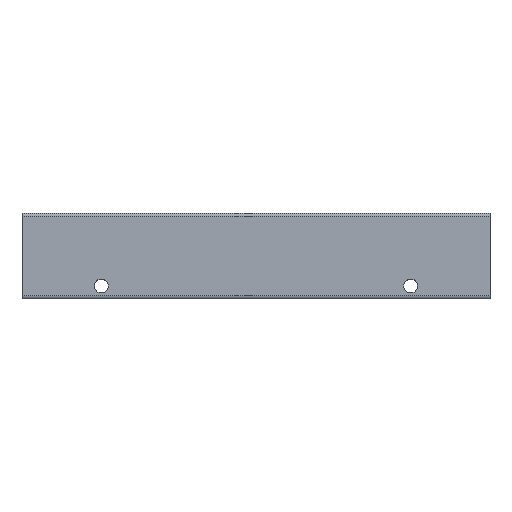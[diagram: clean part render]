
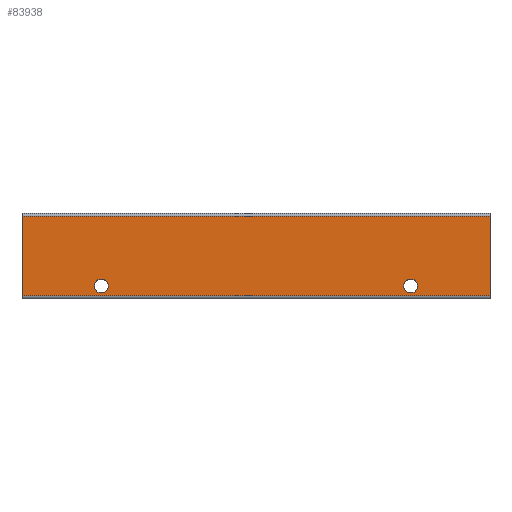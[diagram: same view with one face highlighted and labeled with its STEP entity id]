
A CAD part, top view. The second image highlights one B-rep face of the part: STEP entity #83938.
In plain terms, the highlighted planar face has unit normal (0, 0, 1).
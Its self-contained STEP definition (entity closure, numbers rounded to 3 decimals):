
#143=CARTESIAN_POINT('',(153.75,-19.0,10.0));
#144=VERTEX_POINT('',#143);
#160=CARTESIAN_POINT('',(147.25,-19.0,10.0));
#161=VERTEX_POINT('',#160);
#168=CARTESIAN_POINT('',(150.5,-19.0,10.0));
#169=DIRECTION('',(0.0,0.0,-1.0));
#170=DIRECTION('',(1.0,0.0,0.0));
#171=AXIS2_PLACEMENT_3D('',#168,#169,#170);
#172=CIRCLE('',#171,3.25);
#173=EDGE_CURVE('',#144,#161,#172,.T.);
#185=CARTESIAN_POINT('',(9.75,-19.0,10.0));
#186=VERTEX_POINT('',#185);
#202=CARTESIAN_POINT('',(3.25,-19.0,10.0));
#203=VERTEX_POINT('',#202);
#210=CARTESIAN_POINT('',(6.5,-19.0,10.0));
#211=DIRECTION('',(0.0,0.0,-1.0));
#212=DIRECTION('',(1.0,0.0,0.0));
#213=AXIS2_PLACEMENT_3D('',#210,#211,#212);
#214=CIRCLE('',#213,3.25);
#215=EDGE_CURVE('',#186,#203,#214,.T.);
#235=CARTESIAN_POINT('',(187.5,-23.5,10.0));
#236=VERTEX_POINT('',#235);
#244=CARTESIAN_POINT('',(-30.5,-23.5,10.0));
#245=VERTEX_POINT('',#244);
#246=CARTESIAN_POINT('',(187.5,-23.5,10.0));
#247=DIRECTION('',(-1.0,0.0,0.0));
#248=VECTOR('',#247,218.);
#249=LINE('',#246,#248);
#250=EDGE_CURVE('',#236,#245,#249,.T.);
#361=CARTESIAN_POINT('',(-30.5,13.5,10.0));
#362=VERTEX_POINT('',#361);
#370=CARTESIAN_POINT('',(187.5,13.5,10.0));
#371=VERTEX_POINT('',#370);
#372=CARTESIAN_POINT('',(-30.5,13.5,10.0));
#373=DIRECTION('',(1.0,0.0,0.0));
#374=VECTOR('',#373,218.);
#375=LINE('',#372,#374);
#376=EDGE_CURVE('',#362,#371,#375,.T.);
#83672=CARTESIAN_POINT('',(187.5,13.5,10.0));
#83673=DIRECTION('',(0.0,-1.0,0.0));
#83674=VECTOR('',#83673,37.0);
#83675=LINE('',#83672,#83674);
#83676=EDGE_CURVE('',#371,#236,#83675,.T.);
#83902=CARTESIAN_POINT('',(0.,0.,10.0));
#83903=DIRECTION('',(0.0,0.0,1.0));
#83904=DIRECTION('',(1.0,0.0,0.0));
#83905=AXIS2_PLACEMENT_3D('',#83902,#83903,#83904);
#83906=PLANE('',#83905);
#83907=ORIENTED_EDGE('',*,*,#376,.F.);
#83908=CARTESIAN_POINT('',(-30.5,-23.5,10.0));
#83909=DIRECTION('',(0.0,1.0,0.0));
#83910=VECTOR('',#83909,37.);
#83911=LINE('',#83908,#83910);
#83912=EDGE_CURVE('',#245,#362,#83911,.T.);
#83913=ORIENTED_EDGE('',*,*,#83912,.F.);
#83914=ORIENTED_EDGE('',*,*,#250,.F.);
#83915=ORIENTED_EDGE('',*,*,#83676,.F.);
#83916=EDGE_LOOP('',(#83907,#83913,#83914,#83915));
#83917=FACE_OUTER_BOUND('',#83916,.T.);
#83918=ORIENTED_EDGE('',*,*,#173,.T.);
#83919=CARTESIAN_POINT('',(150.5,-19.0,10.0));
#83920=DIRECTION('',(0.0,0.0,-1.0));
#83921=DIRECTION('',(1.0,0.0,0.0));
#83922=AXIS2_PLACEMENT_3D('',#83919,#83920,#83921);
#83923=CIRCLE('',#83922,3.25);
#83924=EDGE_CURVE('',#161,#144,#83923,.T.);
#83925=ORIENTED_EDGE('',*,*,#83924,.T.);
#83926=EDGE_LOOP('',(#83918,#83925));
#83927=FACE_BOUND('',#83926,.T.);
#83928=ORIENTED_EDGE('',*,*,#215,.T.);
#83929=CARTESIAN_POINT('',(6.5,-19.0,10.0));
#83930=DIRECTION('',(0.0,0.0,-1.0));
#83931=DIRECTION('',(1.0,0.0,0.0));
#83932=AXIS2_PLACEMENT_3D('',#83929,#83930,#83931);
#83933=CIRCLE('',#83932,3.25);
#83934=EDGE_CURVE('',#203,#186,#83933,.T.);
#83935=ORIENTED_EDGE('',*,*,#83934,.T.);
#83936=EDGE_LOOP('',(#83928,#83935));
#83937=FACE_BOUND('',#83936,.T.);
#83938=ADVANCED_FACE('',(#83917,#83927,#83937),#83906,.T.);
